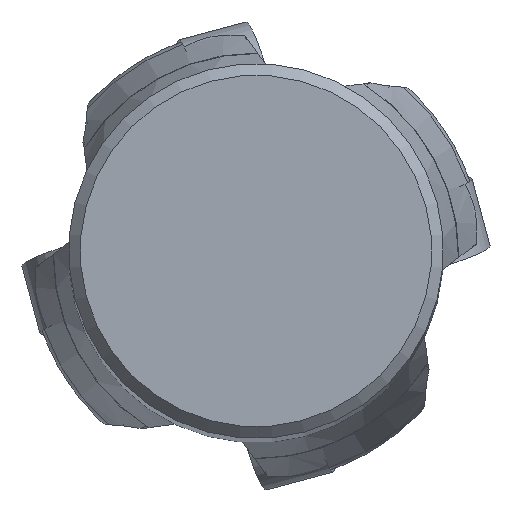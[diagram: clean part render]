
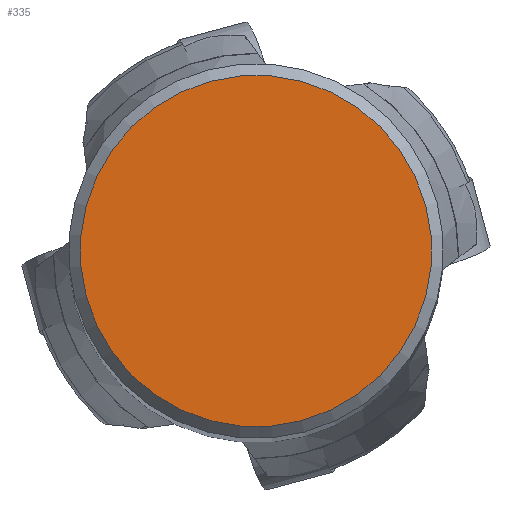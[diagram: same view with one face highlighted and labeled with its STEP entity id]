
A CAD part, top view. The second image highlights one B-rep face of the part: STEP entity #335.
In plain terms, the highlighted planar face has unit normal (0, 0, 1).
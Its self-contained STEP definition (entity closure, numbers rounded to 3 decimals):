
#123=PLANE('',#1769);
#335=ADVANCED_FACE('',(#439),#123,.T.);
#439=FACE_OUTER_BOUND('',#523,.T.);
#523=EDGE_LOOP('',(#854));
#621=CIRCLE('',#1768,15.);
#854=ORIENTED_EDGE('',*,*,#1421,.F.);
#1232=VERTEX_POINT('',#3032);
#1421=EDGE_CURVE('',#1232,#1232,#621,.T.);
#1768=AXIS2_PLACEMENT_3D('',#3031,#2044,#2045);
#1769=AXIS2_PLACEMENT_3D('',#3033,#2046,#2047);
#2044=DIRECTION('',(0.,0.,-1.));
#2045=DIRECTION('',(0.259,-0.966,0.));
#2046=DIRECTION('',(0.,0.,1.));
#2047=DIRECTION('',(-0.259,0.966,0.));
#3031=CARTESIAN_POINT('',(0.,0.,0.));
#3032=CARTESIAN_POINT('',(3.882,-14.489,0.));
#3033=CARTESIAN_POINT('',(-15.,0.,0.));
